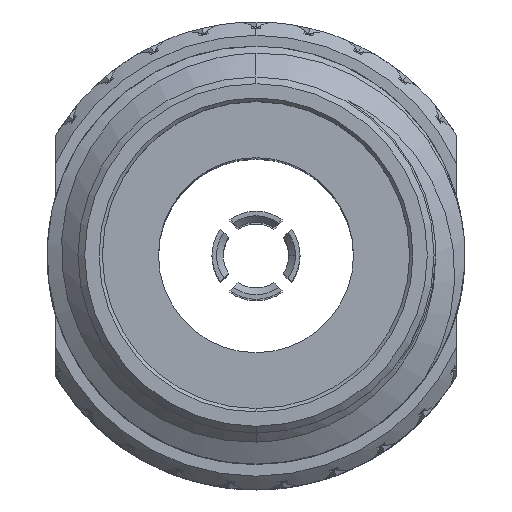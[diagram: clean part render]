
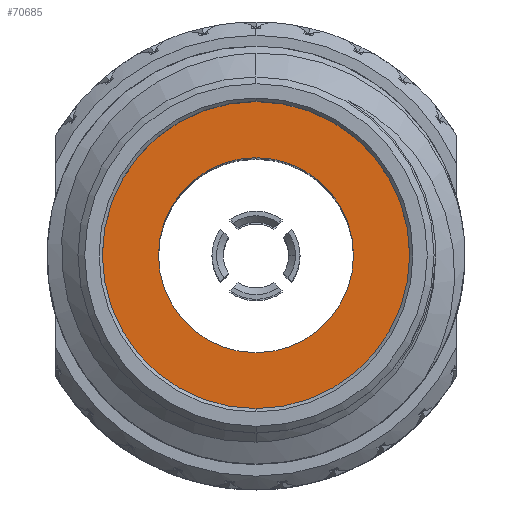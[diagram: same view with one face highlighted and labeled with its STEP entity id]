
A CAD part, top view. The second image highlights one B-rep face of the part: STEP entity #70685.
In plain terms, the highlighted planar face has unit normal (0, 0, 1).
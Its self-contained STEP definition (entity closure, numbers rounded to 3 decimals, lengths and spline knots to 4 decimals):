
#485 = DIRECTION ( 'NONE',  ( 0., 0., -1. ) ) ;
#1186 = CARTESIAN_POINT ( 'NONE',  ( 0., -1.46, 8.97 ) ) ;
#1339 = AXIS2_PLACEMENT_3D ( 'NONE', #51145, #40928, #62359 ) ;
#1529 = CARTESIAN_POINT ( 'NONE',  ( 0., 1.46, 8.97 ) ) ;
#1566 = CARTESIAN_POINT ( 'NONE',  ( 0., 0., 8.97 ) ) ;
#2403 = FACE_BOUND ( 'NONE', #26594, .T. ) ;
#2730 = CARTESIAN_POINT ( 'NONE',  ( 0., 2.3, 8.97 ) ) ;
#2954 = CARTESIAN_POINT ( 'NONE',  ( 0., 0., 8.97 ) ) ;
#4378 = DIRECTION ( 'NONE',  ( 0., 1., 0. ) ) ;
#9148 = DIRECTION ( 'NONE',  ( 0., 0., -1. ) ) ;
#9170 = VERTEX_POINT ( 'NONE', #1186 ) ;
#11468 = DIRECTION ( 'NONE',  ( 0., 1., 0. ) ) ;
#16772 = ORIENTED_EDGE ( 'NONE', *, *, #62072, .T. ) ;
#17032 = AXIS2_PLACEMENT_3D ( 'NONE', #40876, #69905, #20906 ) ;
#20423 = DIRECTION ( 'NONE',  ( 0., 1., 0. ) ) ;
#20557 = CIRCLE ( 'NONE', #56525, 2.3 ) ;
#20625 = EDGE_CURVE ( 'NONE', #9170, #26481, #31613, .T. ) ;
#20906 = DIRECTION ( 'NONE',  ( 0., 1., 0. ) ) ;
#26481 = VERTEX_POINT ( 'NONE', #1529 ) ;
#26594 = EDGE_LOOP ( 'NONE', ( #16772, #42440 ) ) ;
#30028 = FACE_OUTER_BOUND ( 'NONE', #62565, .T. ) ;
#31613 = CIRCLE ( 'NONE', #44400, 1.46 ) ;
#34767 = PLANE ( 'NONE',  #1339 ) ;
#37804 = CARTESIAN_POINT ( 'NONE',  ( 0., 0., 8.97 ) ) ;
#37805 = EDGE_CURVE ( 'NONE', #63441, #64777, #20557, .T. ) ;
#38587 = ORIENTED_EDGE ( 'NONE', *, *, #37805, .F. ) ;
#39366 = ORIENTED_EDGE ( 'NONE', *, *, #67506, .F. ) ;
#40876 = CARTESIAN_POINT ( 'NONE',  ( 0., 0., 8.97 ) ) ;
#40928 = DIRECTION ( 'NONE',  ( 0., 0., 1. ) ) ;
#42440 = ORIENTED_EDGE ( 'NONE', *, *, #20625, .T. ) ;
#44400 = AXIS2_PLACEMENT_3D ( 'NONE', #37804, #65406, #4378 ) ;
#51145 = CARTESIAN_POINT ( 'NONE',  ( 0., 1.46, 8.97 ) ) ;
#56525 = AXIS2_PLACEMENT_3D ( 'NONE', #2954, #9148, #20423 ) ;
#62072 = EDGE_CURVE ( 'NONE', #26481, #9170, #62184, .T. ) ;
#62184 = CIRCLE ( 'NONE', #17032, 1.46 ) ;
#62359 = DIRECTION ( 'NONE',  ( 0., -1., 0. ) ) ;
#62565 = EDGE_LOOP ( 'NONE', ( #39366, #38587 ) ) ;
#63441 = VERTEX_POINT ( 'NONE', #67516 ) ;
#64114 = AXIS2_PLACEMENT_3D ( 'NONE', #1566, #485, #11468 ) ;
#64777 = VERTEX_POINT ( 'NONE', #2730 ) ;
#65406 = DIRECTION ( 'NONE',  ( 0., 0., -1. ) ) ;
#67506 = EDGE_CURVE ( 'NONE', #64777, #63441, #71073, .T. ) ;
#67516 = CARTESIAN_POINT ( 'NONE',  ( 0., -2.3, 8.97 ) ) ;
#69905 = DIRECTION ( 'NONE',  ( 0., 0., -1. ) ) ;
#70685 = ADVANCED_FACE ( 'NONE', ( #2403, #30028 ), #34767, .T. ) ;
#71073 = CIRCLE ( 'NONE', #64114, 2.3 ) ;
